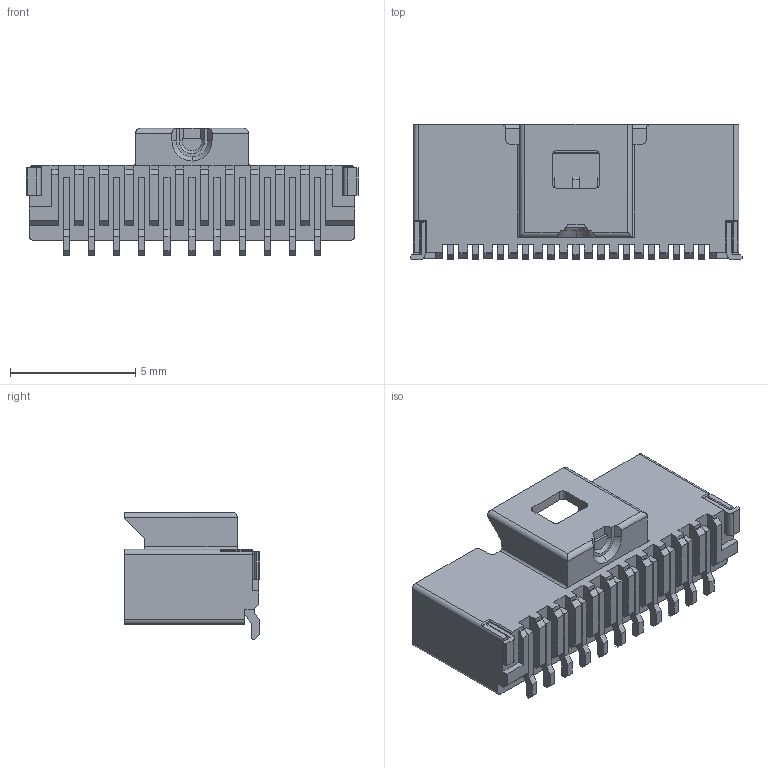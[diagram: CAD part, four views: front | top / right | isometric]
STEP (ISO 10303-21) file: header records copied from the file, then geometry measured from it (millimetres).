
FILE_DESCRIPTION (( 'STEP AP214' ), '1' );
FILE_NAME ('Molex_PicoClasp_501331-1107.step', '2018-01-19T13:57:03', ( '' ), ( '' ), 'SwSTEP 2.0', 'SolidWorks 2018', '' );
FILE_SCHEMA (( 'AUTOMOTIVE_DESIGN' ));
Length unit declared in the file: millimetre
Products named in the file (1): Molex_PicoClasp_501331-1107
Bounding box: 13.24 x 5.41 x 5.07 mm (x, y, z)
Volume: 102.7 mm3; surface area: 485.1 mm2
Topology: 1 solids, 1 shells, 462 faces, 1286 edges, 846 vertices
Faces by surface type: plane 408, cylinder 45, cone 9
Entity records: 17274 total; most frequent: CARTESIAN_POINT 2661, ORIENTED_EDGE 2568, DIRECTION 2287, EDGE_CURVE 1284, VECTOR 1175, LINE 1175, VERTEX_POINT 846, AXIS2_PLACEMENT_3D 556
